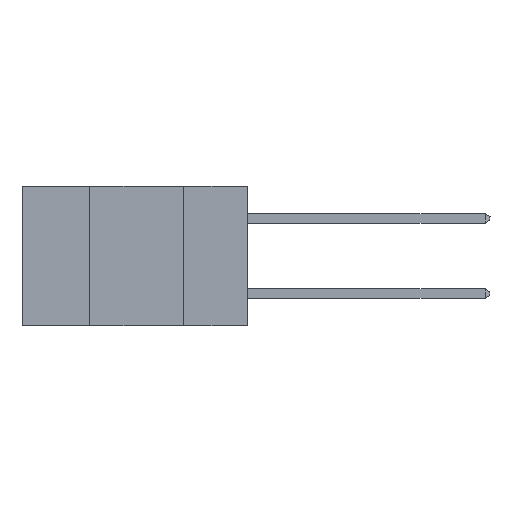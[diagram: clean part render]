
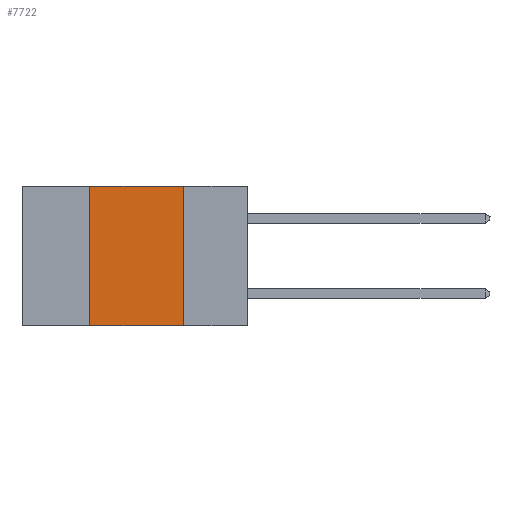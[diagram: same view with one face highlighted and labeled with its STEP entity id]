
A CAD part, left-side view. The second image highlights one B-rep face of the part: STEP entity #7722.
In plain terms, the highlighted planar face has unit normal (-1, 0, 0).
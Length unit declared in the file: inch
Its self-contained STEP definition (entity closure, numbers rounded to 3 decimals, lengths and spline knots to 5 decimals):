
#59 = CARTESIAN_POINT ( 'NONE',  ( 0., 0.17, -0.37 ) ) ;
#99 = LINE ( 'NONE', #8062, #881 ) ;
#152 = VECTOR ( 'NONE', #9112, 39.37008 ) ;
#200 = VERTEX_POINT ( 'NONE', #6130 ) ;
#447 = LINE ( 'NONE', #10119, #9394 ) ;
#881 = VECTOR ( 'NONE', #2943, 39.37008 ) ;
#948 = ORIENTED_EDGE ( 'NONE', *, *, #7871, .F. ) ;
#1436 = VERTEX_POINT ( 'NONE', #7059 ) ;
#1479 = DIRECTION ( 'NONE',  ( 0., 0., -1. ) ) ;
#1513 = DIRECTION ( 'NONE',  ( 1., 0., 0. ) ) ;
#1597 = EDGE_CURVE ( 'NONE', #1436, #200, #4220, .T. ) ;
#1978 = ORIENTED_EDGE ( 'NONE', *, *, #1597, .F. ) ;
#2943 = DIRECTION ( 'NONE',  ( 0., -1., 0. ) ) ;
#3243 = CARTESIAN_POINT ( 'NONE',  ( 0., 0.6, 0. ) ) ;
#3565 = EDGE_CURVE ( 'NONE', #200, #9674, #6787, .T. ) ;
#3951 = PLANE ( 'NONE',  #8404 ) ;
#4220 = LINE ( 'NONE', #3243, #9158 ) ;
#4356 = ORIENTED_EDGE ( 'NONE', *, *, #3565, .F. ) ;
#4649 = EDGE_LOOP ( 'NONE', ( #4356, #1978, #948, #10189 ) ) ;
#4983 = CARTESIAN_POINT ( 'NONE',  ( 0., 0.17, 0. ) ) ;
#5010 = DIRECTION ( 'NONE',  ( 0., -1., 0. ) ) ;
#5535 = EDGE_CURVE ( 'NONE', #8636, #9674, #99, .T. ) ;
#5900 = FACE_OUTER_BOUND ( 'NONE', #4649, .T. ) ;
#6130 = CARTESIAN_POINT ( 'NONE',  ( 0., 0.17, 0. ) ) ;
#6438 = CARTESIAN_POINT ( 'NONE',  ( 0., 0.42, -0.37 ) ) ;
#6787 = LINE ( 'NONE', #4983, #152 ) ;
#7059 = CARTESIAN_POINT ( 'NONE',  ( 0., 0.42, 0. ) ) ;
#7722 = ADVANCED_FACE ( 'NONE', ( #5900 ), #3951, .F. ) ;
#7871 = EDGE_CURVE ( 'NONE', #8636, #1436, #447, .T. ) ;
#8062 = CARTESIAN_POINT ( 'NONE',  ( 0., 0.6, -0.37 ) ) ;
#8404 = AXIS2_PLACEMENT_3D ( 'NONE', #10538, #1513, #1479 ) ;
#8636 = VERTEX_POINT ( 'NONE', #6438 ) ;
#9112 = DIRECTION ( 'NONE',  ( 0., 0., -1. ) ) ;
#9158 = VECTOR ( 'NONE', #5010, 39.37008 ) ;
#9394 = VECTOR ( 'NONE', #10207, 39.37008 ) ;
#9674 = VERTEX_POINT ( 'NONE', #59 ) ;
#10119 = CARTESIAN_POINT ( 'NONE',  ( 0., 0.42, 0. ) ) ;
#10189 = ORIENTED_EDGE ( 'NONE', *, *, #5535, .T. ) ;
#10207 = DIRECTION ( 'NONE',  ( 0., 0., 1. ) ) ;
#10538 = CARTESIAN_POINT ( 'NONE',  ( 0., 0.6, 0. ) ) ;
